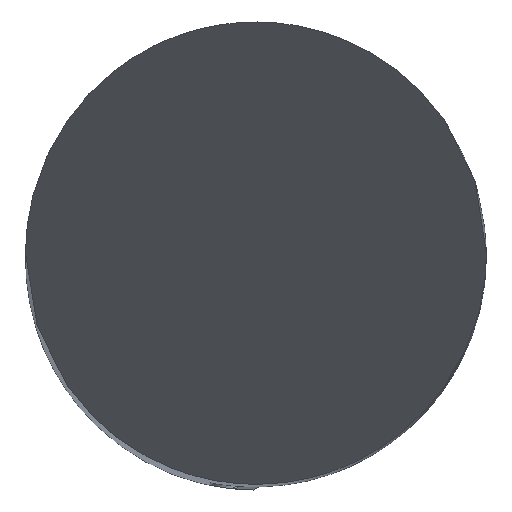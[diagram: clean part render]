
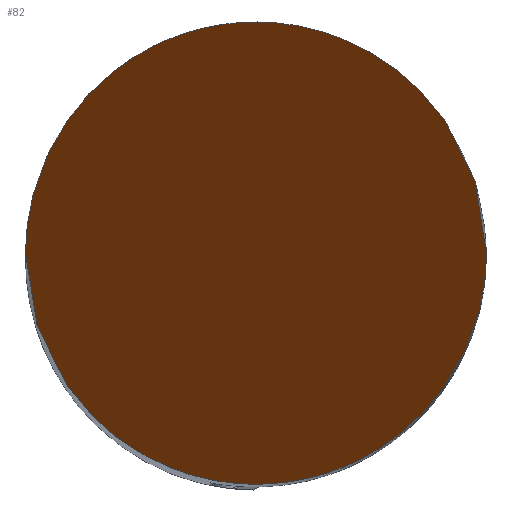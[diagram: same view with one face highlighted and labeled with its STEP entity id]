
A CAD part, top view. The second image highlights one B-rep face of the part: STEP entity #82.
In plain terms, the highlighted planar face has unit normal (0, -0.866, 0.5).
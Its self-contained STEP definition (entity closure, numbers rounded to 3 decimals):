
#64=PLANE('',#651);
#82=ADVANCED_FACE('',(#120),#64,.T.);
#120=FACE_OUTER_BOUND('',#153,.T.);
#153=EDGE_LOOP('',(#339,#340));
#339=ORIENTED_EDGE('',*,*,#515,.T.);
#340=ORIENTED_EDGE('',*,*,#502,.T.);
#446=VERTEX_POINT('',#842);
#447=VERTEX_POINT('',#843);
#502=EDGE_CURVE('',#446,#447,#595,.T.);
#515=EDGE_CURVE('',#447,#446,#598,.T.);
#595=(
BOUNDED_CURVE()
B_SPLINE_CURVE(3,(#838,#839,#840,#841),.UNSPECIFIED.,.F.,.F.)
B_SPLINE_CURVE_WITH_KNOTS((4,4),(0.,1.),.UNSPECIFIED.)
CURVE()
GEOMETRIC_REPRESENTATION_ITEM()
RATIONAL_B_SPLINE_CURVE((1.,0.333,0.333,1.))
REPRESENTATION_ITEM('')
);
#598=(
BOUNDED_CURVE()
B_SPLINE_CURVE(3,(#908,#909,#910,#911),.UNSPECIFIED.,.F.,.F.)
B_SPLINE_CURVE_WITH_KNOTS((4,4),(0.,1.),.UNSPECIFIED.)
CURVE()
GEOMETRIC_REPRESENTATION_ITEM()
RATIONAL_B_SPLINE_CURVE((1.,0.333,0.333,1.))
REPRESENTATION_ITEM('')
);
#651=AXIS2_PLACEMENT_3D('',#1083,#733,#734);
#733=DIRECTION('',(0.,-0.866,0.5));
#734=DIRECTION('',(0.,-0.5,-0.866));
#838=CARTESIAN_POINT('',(2.,0.,0.));
#839=CARTESIAN_POINT('',(2.,4.,6.928));
#840=CARTESIAN_POINT('',(-2.,4.,6.928));
#841=CARTESIAN_POINT('',(-2.,0.,0.));
#842=CARTESIAN_POINT('',(2.,0.,0.));
#843=CARTESIAN_POINT('',(-2.,0.,0.));
#908=CARTESIAN_POINT('',(-2.,0.,0.));
#909=CARTESIAN_POINT('',(-2.,-4.,-6.928));
#910=CARTESIAN_POINT('',(2.,-4.,-6.928));
#911=CARTESIAN_POINT('',(2.,0.,0.));
#1083=CARTESIAN_POINT('',(2.,-57.735,-100.));
